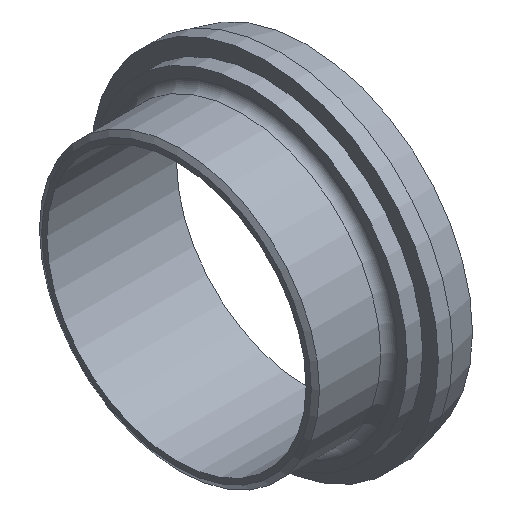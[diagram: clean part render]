
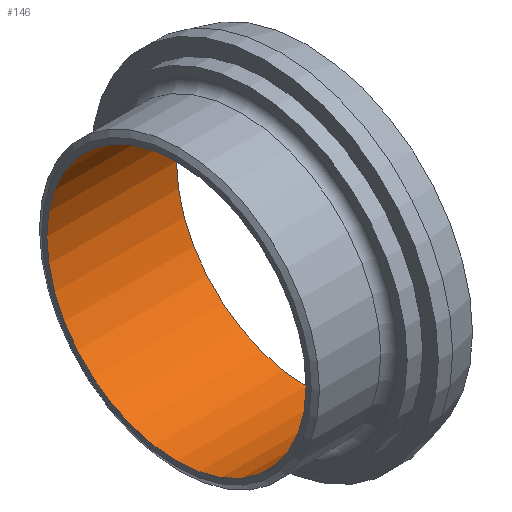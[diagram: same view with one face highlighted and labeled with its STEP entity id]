
A CAD part, isometric view. The second image highlights one B-rep face of the part: STEP entity #146.
In plain terms, the highlighted cylindrical face has radius 25 mm (diameter 50 mm), a full revolution.
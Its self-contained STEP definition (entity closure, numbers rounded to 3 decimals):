
#23=CYLINDRICAL_SURFACE('',#170,25.);
#34=FACE_BOUND('',#67,.T.);
#45=FACE_OUTER_BOUND('',#66,.T.);
#66=EDGE_LOOP('',(#121));
#67=EDGE_LOOP('',(#122));
#73=CIRCLE('',#158,25.);
#78=CIRCLE('',#169,25.);
#84=VERTEX_POINT('',#232);
#89=VERTEX_POINT('',#248);
#95=EDGE_CURVE('',#84,#84,#73,.T.);
#100=EDGE_CURVE('',#89,#89,#78,.T.);
#121=ORIENTED_EDGE('',*,*,#95,.F.);
#122=ORIENTED_EDGE('',*,*,#100,.T.);
#146=ADVANCED_FACE('',(#45,#34),#23,.F.);
#158=AXIS2_PLACEMENT_3D('',#233,#191,#192);
#169=AXIS2_PLACEMENT_3D('',#249,#213,#214);
#170=AXIS2_PLACEMENT_3D('',#250,#215,#216);
#191=DIRECTION('center_axis',(1.,0.,0.));
#192=DIRECTION('ref_axis',(0.,0.,-1.));
#213=DIRECTION('center_axis',(1.,0.,0.));
#214=DIRECTION('ref_axis',(0.,0.,-1.));
#215=DIRECTION('center_axis',(1.,0.,0.));
#216=DIRECTION('ref_axis',(0.,1.,0.));
#232=CARTESIAN_POINT('',(-25.,25.,0.));
#233=CARTESIAN_POINT('Origin',(-25.,0.,0.));
#248=CARTESIAN_POINT('',(0.,25.,0.));
#249=CARTESIAN_POINT('Origin',(0.,0.,0.));
#250=CARTESIAN_POINT('Origin',(-12.5,0.,0.));
